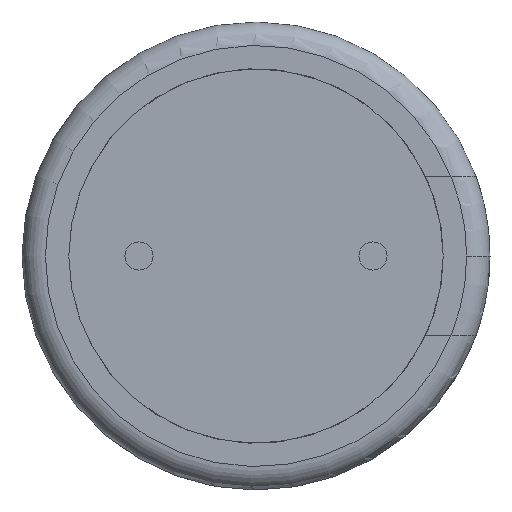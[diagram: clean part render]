
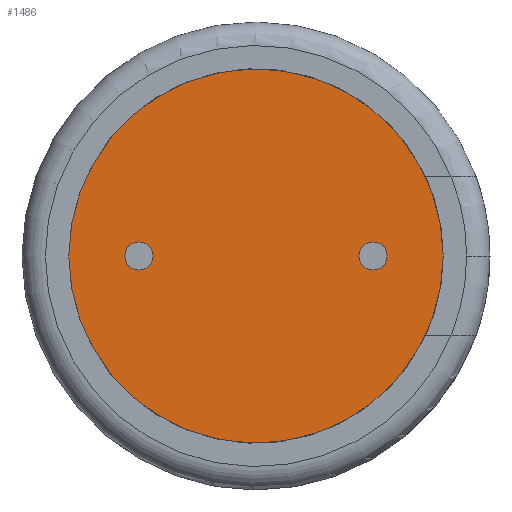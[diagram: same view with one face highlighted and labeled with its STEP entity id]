
A CAD part, front view. The second image highlights one B-rep face of the part: STEP entity #1486.
In plain terms, the highlighted planar face has unit normal (0, -1, 0).
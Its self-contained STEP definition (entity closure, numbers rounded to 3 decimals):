
#16 = CARTESIAN_POINT ( 'NONE',  ( 4., 0.1, 0. ) ) ;
#21 = ORIENTED_EDGE ( 'NONE', *, *, #1632, .T. ) ;
#91 = DIRECTION ( 'NONE',  ( 0., -1., 0. ) ) ;
#97 = DIRECTION ( 'NONE',  ( 1., 0., 0. ) ) ;
#147 = VERTEX_POINT ( 'NONE', #16 ) ;
#202 = AXIS2_PLACEMENT_3D ( 'NONE', #675, #1304, #901 ) ;
#215 = FACE_OUTER_BOUND ( 'NONE', #2235, .T. ) ;
#245 = DIRECTION ( 'NONE',  ( 0., 1., 0. ) ) ;
#287 = EDGE_LOOP ( 'NONE', ( #1174, #444 ) ) ;
#314 = CARTESIAN_POINT ( 'NONE',  ( -2.5, 0.1, 0. ) ) ;
#331 = AXIS2_PLACEMENT_3D ( 'NONE', #2668, #91, #97 ) ;
#335 = CARTESIAN_POINT ( 'NONE',  ( -4., 0.1, 0. ) ) ;
#381 = DIRECTION ( 'NONE',  ( 0., -1., 0. ) ) ;
#438 = EDGE_CURVE ( 'NONE', #1842, #2562, #653, .T. ) ;
#444 = ORIENTED_EDGE ( 'NONE', *, *, #2353, .F. ) ;
#453 = FACE_BOUND ( 'NONE', #2670, .T. ) ;
#462 = ORIENTED_EDGE ( 'NONE', *, *, #2203, .T. ) ;
#526 = FACE_BOUND ( 'NONE', #287, .T. ) ;
#625 = CARTESIAN_POINT ( 'NONE',  ( -2.5, 0.1, -0.3 ) ) ;
#653 = CIRCLE ( 'NONE', #2264, 0.3 ) ;
#675 = CARTESIAN_POINT ( 'NONE',  ( 2.5, 0.1, 0. ) ) ;
#743 = VERTEX_POINT ( 'NONE', #815 ) ;
#773 = CIRCLE ( 'NONE', #1580, 0.3 ) ;
#784 = CARTESIAN_POINT ( 'NONE',  ( 2.5, 0.1, -0.3 ) ) ;
#815 = CARTESIAN_POINT ( 'NONE',  ( -2.5, 0.1, 0.3 ) ) ;
#901 = DIRECTION ( 'NONE',  ( 1., 0., 0. ) ) ;
#1048 = PLANE ( 'NONE',  #2102 ) ;
#1123 = AXIS2_PLACEMENT_3D ( 'NONE', #314, #2720, #1809 ) ;
#1137 = CIRCLE ( 'NONE', #1959, 4. ) ;
#1174 = ORIENTED_EDGE ( 'NONE', *, *, #2747, .F. ) ;
#1227 = CARTESIAN_POINT ( 'NONE',  ( -2.5, 0.1, 0. ) ) ;
#1304 = DIRECTION ( 'NONE',  ( 0., 1., 0. ) ) ;
#1413 = VERTEX_POINT ( 'NONE', #625 ) ;
#1425 = CIRCLE ( 'NONE', #331, 4. ) ;
#1461 = CARTESIAN_POINT ( 'NONE',  ( 0., 0.1, 0. ) ) ;
#1486 = ADVANCED_FACE ( 'NONE', ( #526, #215, #453 ), #1048, .T. ) ;
#1580 = AXIS2_PLACEMENT_3D ( 'NONE', #1227, #381, #1833 ) ;
#1632 = EDGE_CURVE ( 'NONE', #2562, #1842, #2097, .T. ) ;
#1809 = DIRECTION ( 'NONE',  ( 1., 0., 0. ) ) ;
#1833 = DIRECTION ( 'NONE',  ( 1., 0., 0. ) ) ;
#1841 = CARTESIAN_POINT ( 'NONE',  ( 2.5, 0.1, 0.3 ) ) ;
#1842 = VERTEX_POINT ( 'NONE', #784 ) ;
#1959 = AXIS2_PLACEMENT_3D ( 'NONE', #2192, #2386, #2430 ) ;
#2076 = CIRCLE ( 'NONE', #1123, 0.3 ) ;
#2081 = DIRECTION ( 'NONE',  ( 0., -1., 0. ) ) ;
#2097 = CIRCLE ( 'NONE', #202, 0.3 ) ;
#2102 = AXIS2_PLACEMENT_3D ( 'NONE', #1461, #2081, #2293 ) ;
#2128 = DIRECTION ( 'NONE',  ( 1., 0., 0. ) ) ;
#2148 = EDGE_CURVE ( 'NONE', #147, #2706, #1137, .T. ) ;
#2192 = CARTESIAN_POINT ( 'NONE',  ( 0., 0.1, 0. ) ) ;
#2203 = EDGE_CURVE ( 'NONE', #2706, #147, #1425, .T. ) ;
#2235 = EDGE_LOOP ( 'NONE', ( #2400, #462 ) ) ;
#2264 = AXIS2_PLACEMENT_3D ( 'NONE', #2380, #245, #2128 ) ;
#2293 = DIRECTION ( 'NONE',  ( 1., 0., 0. ) ) ;
#2353 = EDGE_CURVE ( 'NONE', #743, #1413, #773, .T. ) ;
#2380 = CARTESIAN_POINT ( 'NONE',  ( 2.5, 0.1, 0. ) ) ;
#2386 = DIRECTION ( 'NONE',  ( 0., -1., 0. ) ) ;
#2400 = ORIENTED_EDGE ( 'NONE', *, *, #2148, .T. ) ;
#2430 = DIRECTION ( 'NONE',  ( 1., 0., 0. ) ) ;
#2562 = VERTEX_POINT ( 'NONE', #1841 ) ;
#2668 = CARTESIAN_POINT ( 'NONE',  ( 0., 0.1, 0. ) ) ;
#2670 = EDGE_LOOP ( 'NONE', ( #2681, #21 ) ) ;
#2681 = ORIENTED_EDGE ( 'NONE', *, *, #438, .T. ) ;
#2706 = VERTEX_POINT ( 'NONE', #335 ) ;
#2720 = DIRECTION ( 'NONE',  ( 0., -1., 0. ) ) ;
#2747 = EDGE_CURVE ( 'NONE', #1413, #743, #2076, .T. ) ;
